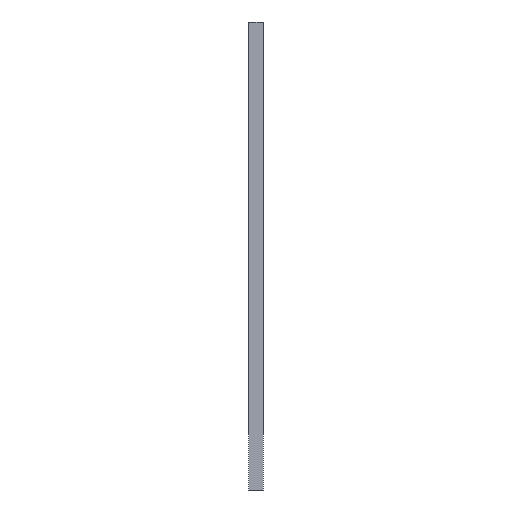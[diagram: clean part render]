
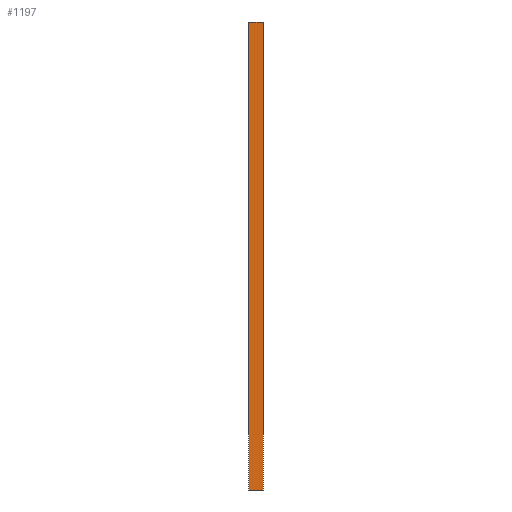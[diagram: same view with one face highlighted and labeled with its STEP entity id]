
A CAD part, left-side view. The second image highlights one B-rep face of the part: STEP entity #1197.
In plain terms, the highlighted planar face has unit normal (-1, 0, 0).
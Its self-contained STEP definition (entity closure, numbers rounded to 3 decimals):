
#370=CARTESIAN_POINT('Vertex',(-99.,2.,0.)) ;
#373=CARTESIAN_POINT('Line Origine',(-99.,2.,33.)) ;
#377=CARTESIAN_POINT('Vertex',(-99.,2.,66.)) ;
#1159=CARTESIAN_POINT('Vertex',(-99.,0.,0.)) ;
#1162=CARTESIAN_POINT('Line Origine',(-99.,1.,0.)) ;
#1174=CARTESIAN_POINT('Axis2P3D Location',(-99.,0.,66.)) ;
#1179=CARTESIAN_POINT('Line Origine',(-99.,0.,33.)) ;
#1183=CARTESIAN_POINT('Vertex',(-99.,0.,66.)) ;
#1186=CARTESIAN_POINT('Line Origine',(-99.,1.,66.)) ;
#375=VECTOR('Line Direction',#374,1.) ;
#1164=VECTOR('Line Direction',#1163,1.) ;
#1181=VECTOR('Line Direction',#1180,1.) ;
#1188=VECTOR('Line Direction',#1187,1.) ;
#374=DIRECTION('Vector Direction',(0.,0.,-1.)) ;
#1163=DIRECTION('Vector Direction',(0.,1.,0.)) ;
#1175=DIRECTION('Axis2P3D Direction',(1.,-0.,0.)) ;
#1176=DIRECTION('Axis2P3D XDirection',(0.,0.,-1.)) ;
#1180=DIRECTION('Vector Direction',(0.,0.,-1.)) ;
#1187=DIRECTION('Vector Direction',(0.,1.,0.)) ;
#1177=AXIS2_PLACEMENT_3D('Plane Axis2P3D',#1174,#1175,#1176) ;
#376=LINE('Line',#373,#375) ;
#1165=LINE('Line',#1162,#1164) ;
#1182=LINE('Line',#1179,#1181) ;
#1189=LINE('Line',#1186,#1188) ;
#1178=PLANE('',#1177) ;
#379=EDGE_CURVE('',#371,#378,#376,.F.) ;
#1166=EDGE_CURVE('',#1160,#371,#1165,.T.) ;
#1185=EDGE_CURVE('',#1160,#1184,#1182,.F.) ;
#1190=EDGE_CURVE('',#1184,#378,#1189,.T.) ;
#1191=EDGE_LOOP('',(#1192,#1193,#1194,#1195)) ;
#1192=ORIENTED_EDGE('',*,*,#1166,.F.) ;
#1193=ORIENTED_EDGE('',*,*,#1185,.T.) ;
#1194=ORIENTED_EDGE('',*,*,#1190,.T.) ;
#1195=ORIENTED_EDGE('',*,*,#379,.F.) ;
#371=VERTEX_POINT('',#370) ;
#378=VERTEX_POINT('',#377) ;
#1160=VERTEX_POINT('',#1159) ;
#1184=VERTEX_POINT('',#1183) ;
#1197=ADVANCED_FACE('Corps principal',(#1196),#1178,.F.) ;
#1196=FACE_OUTER_BOUND('',#1191,.T.) ;
